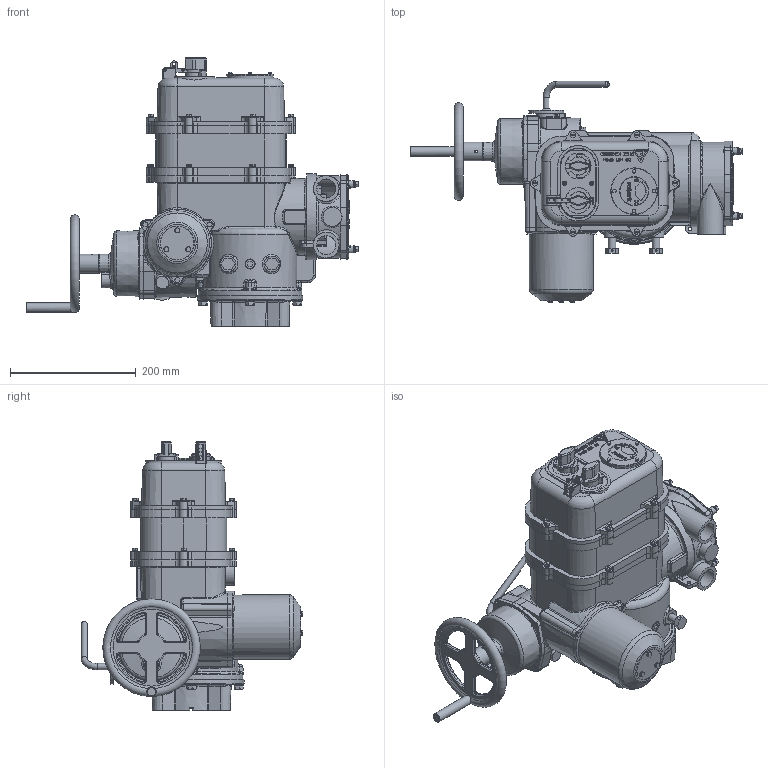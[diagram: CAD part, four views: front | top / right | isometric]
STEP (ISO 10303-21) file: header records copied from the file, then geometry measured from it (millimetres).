
FILE_DESCRIPTION(/* description */ ('Unknown'),/* implementation_level */ '2;1');
FILE_NAME(/* name */ 'Q650 3Phase',/* time_stamp */ '2020-04-23T13:09:12+06:00',/* author */ ('Unknown'),/* organization */ ('Unknown'),/* preprocessor_version */ 'ST-DEVELOPER v16.7',/* originating_system */ 'DEX',/* authorisation */ $);
FILE_SCHEMA (('AUTOMOTIVE_DESIGN {1 0 10303 214 3 1 1}'));
Length unit declared in the file: millimetre
Products named in the file (1): Q650
Bounding box: 527.95 x 352.74 x 427 mm (x, y, z)
Volume: 7293.1 mm3; surface area: 763926 mm2
Topology: 2 solids, 141 shells, 3200 faces, 9506 edges, 6469 vertices
Faces by surface type: plane 1979, cylinder 645, bspline 209, torus 207, cone 125, sphere 35
Full cylindrical faces by diameter (mm): 2 x1, 2.4 x2, 3 x4, 3.04 x2, 4 x7, 4.134 x10, 4.44 x16, 5 x16, 6 x1, 7 x4, 7.2 x1, 7.22 x2, 7.98 x1, 8 x23, 9.99 x3, 12 x2, 13.835 x6, 14.95 x1, 15 x2, 15.25 x1, 21.4 x1, 30 x2, 30.376 x4, 41 x4, 45 x1, 53 x1, 54 x1, 56 x1, 74 x2, 75 x1
Entity records: 118369 total; most frequent: CARTESIAN_POINT 27927, DIRECTION 16642, ORIENTED_EDGE 16579, EDGE_CURVE 9179, VERTEX_POINT 6415, LINE 5822, VECTOR 5822, AXIS2_PLACEMENT_3D 5410
